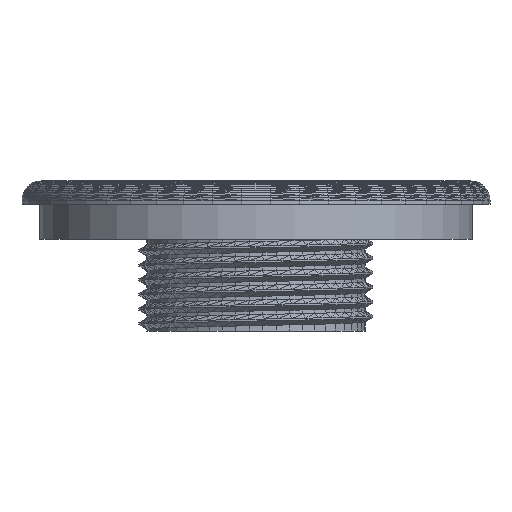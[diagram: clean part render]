
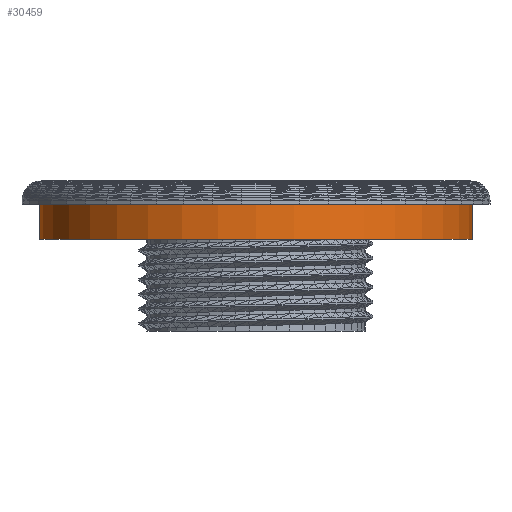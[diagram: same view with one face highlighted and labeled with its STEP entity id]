
A CAD part, front view. The second image highlights one B-rep face of the part: STEP entity #30459.
In plain terms, the highlighted cylindrical face has radius 11.1 mm (diameter 22.2 mm), a full revolution.
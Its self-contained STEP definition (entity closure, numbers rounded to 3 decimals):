
#26845 = EDGE_CURVE('',#26846,#26846,#26848,.T.);
#26846 = VERTEX_POINT('',#26847);
#26847 = CARTESIAN_POINT('',(11.1,0.,0.));
#26848 = CIRCLE('',#26849,11.1);
#26849 = AXIS2_PLACEMENT_3D('',#26850,#26851,#26852);
#26850 = CARTESIAN_POINT('',(0.,0.,0.));
#26851 = DIRECTION('',(0.,0.,-1.));
#26852 = DIRECTION('',(1.,0.,0.));
#30459 = ADVANCED_FACE('',(#30460),#30479,.T.);
#30460 = FACE_BOUND('',#30461,.F.);
#30461 = EDGE_LOOP('',(#30462,#30471,#30477,#30478));
#30462 = ORIENTED_EDGE('',*,*,#30463,.T.);
#30463 = EDGE_CURVE('',#30464,#30464,#30466,.T.);
#30464 = VERTEX_POINT('',#30465);
#30465 = CARTESIAN_POINT('',(11.1,0.,-1.8));
#30466 = CIRCLE('',#30467,11.1);
#30467 = AXIS2_PLACEMENT_3D('',#30468,#30469,#30470);
#30468 = CARTESIAN_POINT('',(0.,0.,-1.8));
#30469 = DIRECTION('',(0.,0.,-1.));
#30470 = DIRECTION('',(1.,0.,0.));
#30471 = ORIENTED_EDGE('',*,*,#30472,.T.);
#30472 = EDGE_CURVE('',#30464,#26846,#30473,.T.);
#30473 = LINE('',#30474,#30475);
#30474 = CARTESIAN_POINT('',(11.1,0.,-4.025));
#30475 = VECTOR('',#30476,1.);
#30476 = DIRECTION('',(0.,0.,1.));
#30477 = ORIENTED_EDGE('',*,*,#26845,.F.);
#30478 = ORIENTED_EDGE('',*,*,#30472,.F.);
#30479 = CYLINDRICAL_SURFACE('',#30480,11.1);
#30480 = AXIS2_PLACEMENT_3D('',#30481,#30482,#30483);
#30481 = CARTESIAN_POINT('',(0.,0.,-4.025));
#30482 = DIRECTION('',(-0.,-0.,-1.));
#30483 = DIRECTION('',(1.,0.,0.));
